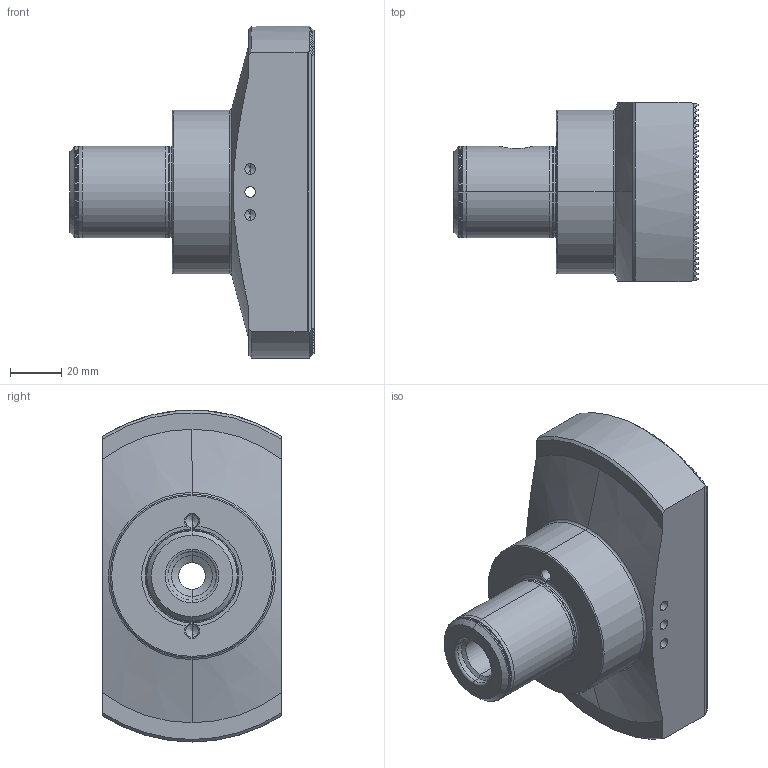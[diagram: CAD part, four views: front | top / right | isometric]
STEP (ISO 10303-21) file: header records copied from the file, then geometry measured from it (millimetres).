
FILE_DESCRIPTION (( 'STEP AP203' ), '1' );
FILE_NAME ('ST6-Ko1.K01.055.STEP', '2016-02-12T11:57:36', ( 'SWIAdmin' ), ( 'Hewlett-Packard Company' ), 'SwSTEP 2.0', 'SolidWorks 2015', '' );
FILE_SCHEMA (( 'CONFIG_CONTROL_DESIGN' ));
Length unit declared in the file: millimetre
Products named in the file (2): ST6-Ko1.K01.055; ST6-Ko1.K01.055_A
Assembly tree (1 placements, depth 2):
  ST6-Ko1.K01.055
    ST6-Ko1.K01.055_A
Bounding box: 95.58 x 70 x 130 mm (x, y, z)
Volume: 329985.5 mm3; surface area: 52436.8 mm2
Topology: 1 solids, 1 shells, 612 faces, 1751 edges, 1118 vertices
Faces by surface type: plane 349, cylinder 161, cone 84, torus 18
Entity records: 22010 total; most frequent: CARTESIAN_POINT 6984, ORIENTED_EDGE 3442, DIRECTION 2698, EDGE_CURVE 1721, VERTEX_POINT 1118, AXIS2_PLACEMENT_3D 1020, LINE 658, VECTOR 658
